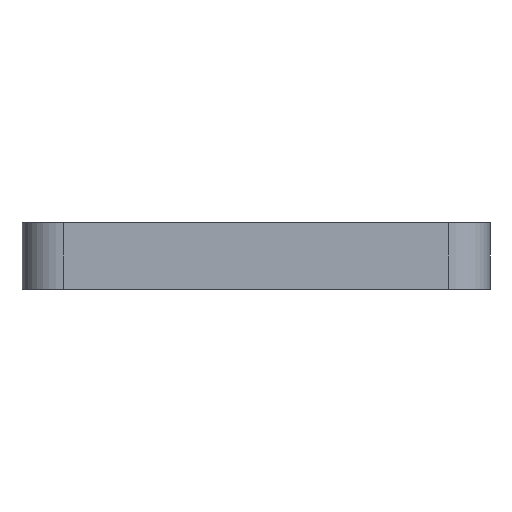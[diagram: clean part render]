
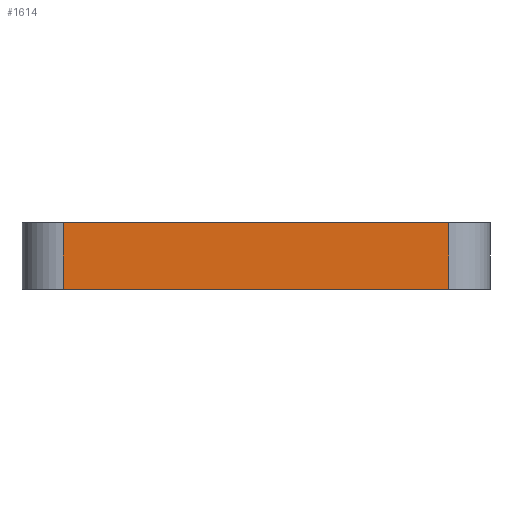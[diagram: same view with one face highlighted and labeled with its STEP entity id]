
A CAD part, left-side view. The second image highlights one B-rep face of the part: STEP entity #1614.
In plain terms, the highlighted planar face has unit normal (-1, 0, 0).
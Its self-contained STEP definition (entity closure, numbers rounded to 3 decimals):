
#202=FACE_OUTER_BOUND('',#294,.T.);
#294=EDGE_LOOP('',(#1345,#1346,#1347,#1348));
#341=LINE('',#2297,#504);
#463=LINE('',#2655,#626);
#464=LINE('',#2659,#627);
#465=LINE('',#2660,#628);
#504=VECTOR('',#1828,10.);
#626=VECTOR('',#2164,10.);
#627=VECTOR('',#2169,10.);
#628=VECTOR('',#2170,10.);
#668=VERTEX_POINT('',#2294);
#669=VERTEX_POINT('',#2296);
#788=VERTEX_POINT('',#2654);
#789=VERTEX_POINT('',#2658);
#824=EDGE_CURVE('',#669,#668,#341,.T.);
#999=EDGE_CURVE('',#788,#669,#463,.T.);
#1001=EDGE_CURVE('',#789,#668,#464,.T.);
#1002=EDGE_CURVE('',#789,#788,#465,.T.);
#1345=ORIENTED_EDGE('',*,*,#824,.T.);
#1346=ORIENTED_EDGE('',*,*,#1001,.F.);
#1347=ORIENTED_EDGE('',*,*,#1002,.T.);
#1348=ORIENTED_EDGE('',*,*,#999,.T.);
#1537=PLANE('',#1768);
#1614=ADVANCED_FACE('',(#202),#1537,.T.);
#1768=AXIS2_PLACEMENT_3D('',#2657,#2167,#2168);
#1828=DIRECTION('',(0.,1.,0.));
#2164=DIRECTION('',(0.,0.,1.));
#2167=DIRECTION('center_axis',(-1.,0.,0.));
#2168=DIRECTION('ref_axis',(0.,-1.,0.));
#2169=DIRECTION('',(0.,0.,1.));
#2170=DIRECTION('',(0.,-1.,0.));
#2294=CARTESIAN_POINT('',(-56.7,23.2,24.));
#2296=CARTESIAN_POINT('',(-56.7,-23.2,24.));
#2297=CARTESIAN_POINT('',(-56.7,11.6,24.));
#2654=CARTESIAN_POINT('',(-56.7,-23.2,16.));
#2655=CARTESIAN_POINT('',(-56.7,-23.2,16.));
#2657=CARTESIAN_POINT('Origin',(-56.7,23.2,16.));
#2658=CARTESIAN_POINT('',(-56.7,23.2,16.));
#2659=CARTESIAN_POINT('',(-56.7,23.2,16.));
#2660=CARTESIAN_POINT('',(-56.7,23.2,16.));
